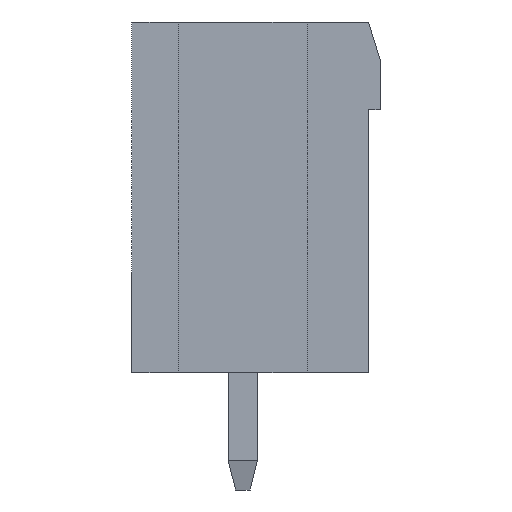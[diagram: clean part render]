
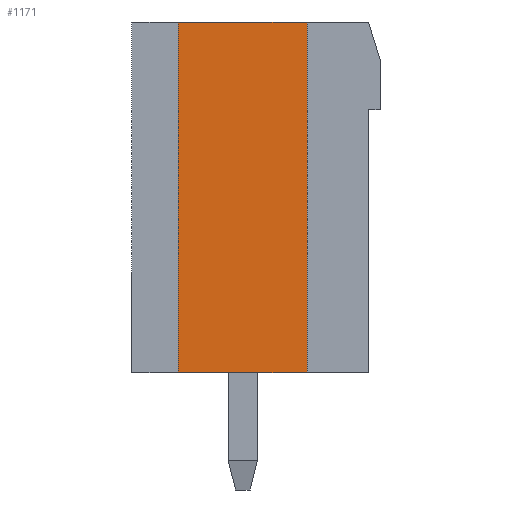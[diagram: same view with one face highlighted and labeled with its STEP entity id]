
A CAD part, left-side view. The second image highlights one B-rep face of the part: STEP entity #1171.
In plain terms, the highlighted planar face has unit normal (-1, 0, 0).
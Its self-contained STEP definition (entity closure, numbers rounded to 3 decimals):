
#1171 = ADVANCED_FACE( '', ( #2510 ), #2511, .T. );
#2510 = FACE_OUTER_BOUND( '', #4089, .T. );
#2511 = PLANE( '', #4090 );
#4089 = EDGE_LOOP( '', ( #7114, #7115, #7116, #7117 ) );
#4090 = AXIS2_PLACEMENT_3D( '', #7118, #7119, #7120 );
#7114 = ORIENTED_EDGE( '', *, *, #10903, .T. );
#7115 = ORIENTED_EDGE( '', *, *, #10904, .F. );
#7116 = ORIENTED_EDGE( '', *, *, #10905, .F. );
#7117 = ORIENTED_EDGE( '', *, *, #10906, .F. );
#7118 = CARTESIAN_POINT( '', ( -50.61, 2.45, -97.074 ) );
#7119 = DIRECTION( '', ( -1., 0., 0. ) );
#7120 = DIRECTION( '', ( 0., 0., 1. ) );
#10903 = EDGE_CURVE( '', #13576, #13577, #13578, .T. );
#10904 = EDGE_CURVE( '', #13579, #13577, #13580, .T. );
#10905 = EDGE_CURVE( '', #13581, #13579, #13582, .T. );
#10906 = EDGE_CURVE( '', #13576, #13581, #13583, .T. );
#13576 = VERTEX_POINT( '', #17436 );
#13577 = VERTEX_POINT( '', #17437 );
#13578 = LINE( '', #17438, #17439 );
#13579 = VERTEX_POINT( '', #17440 );
#13580 = LINE( '', #17441, #17442 );
#13581 = VERTEX_POINT( '', #17443 );
#13582 = LINE( '', #17444, #17445 );
#13583 = LINE( '', #17446, #17447 );
#17436 = CARTESIAN_POINT( '', ( -50.61, -1.95, -6. ) );
#17437 = CARTESIAN_POINT( '', ( -50.61, -1.95, 6. ) );
#17438 = CARTESIAN_POINT( '', ( -50.61, -1.95, -97.074 ) );
#17439 = VECTOR( '', #19824, 1000. );
#17440 = CARTESIAN_POINT( '', ( -50.61, 2.45, 6. ) );
#17441 = CARTESIAN_POINT( '', ( -50.61, 2.45, 6. ) );
#17442 = VECTOR( '', #19825, 1000. );
#17443 = CARTESIAN_POINT( '', ( -50.61, 2.45, -6. ) );
#17444 = CARTESIAN_POINT( '', ( -50.61, 2.45, -97.074 ) );
#17445 = VECTOR( '', #19826, 1000. );
#17446 = CARTESIAN_POINT( '', ( -50.61, 4.05, -6. ) );
#17447 = VECTOR( '', #19827, 1000. );
#19824 = DIRECTION( '', ( 0., 0., 1. ) );
#19825 = DIRECTION( '', ( 0., -1., 0. ) );
#19826 = DIRECTION( '', ( 0., 0., 1. ) );
#19827 = DIRECTION( '', ( 0., 1., 0. ) );
